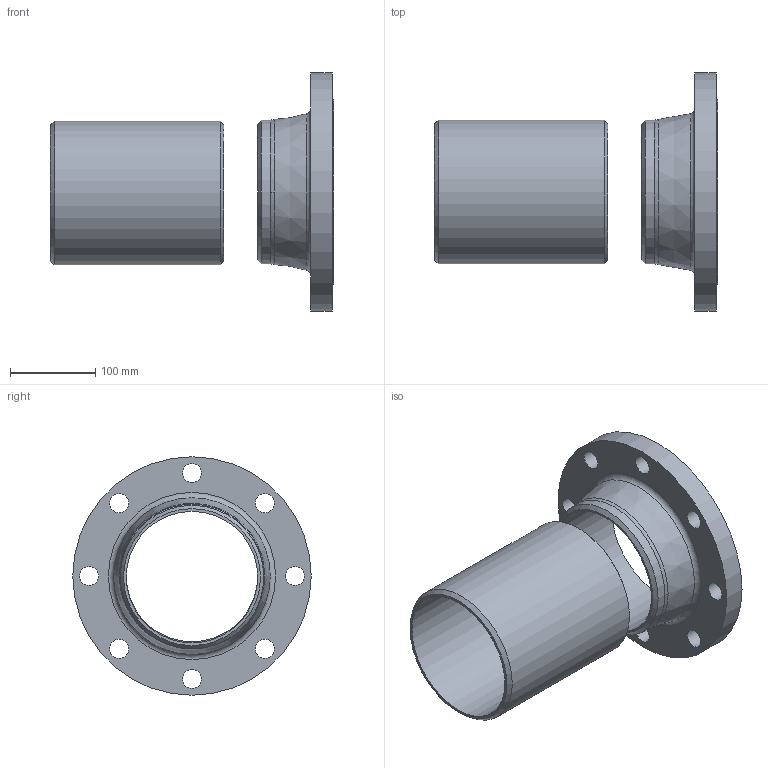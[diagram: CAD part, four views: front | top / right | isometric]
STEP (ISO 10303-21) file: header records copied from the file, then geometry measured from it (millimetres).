
FILE_DESCRIPTION(/* description */ (''),/* implementation_level */ '2;1');
FILE_NAME(/* name */ 'Pipe_Spool_6in.step',/* time_stamp */ '2025-06-04T22:26:25-05:00',/* author */ (''),/* organization */ (''),/* preprocessor_version */ 'ST-DEVELOPER v20.1',/* originating_system */ 'Autodesk Translation Framework v14.10.0.0',/* authorisation */ '');
FILE_SCHEMA (('AUTOMOTIVE_DESIGN { 1 0 10303 214 3 1 1 }'));
Length unit declared in the file: inch
Products named in the file (3): 2025-06-04-15-36-36-456; 2025-06-04-15-40-27-177; 2025-06-04-15-43-30-326
Assembly tree (2 placements, depth 2):
  2025-06-04-15-36-36-456
    2025-06-04-15-40-27-177
    2025-06-04-15-43-30-326
Bounding box: 331.72 x 279.4 x 279.4 mm (x, y, z)
Volume: 2081942.6 mm3; surface area: 397246.1 mm2
Topology: 2 solids, 2 shells, 27 faces, 60 edges, 39 vertices
Faces by surface type: cylinder 14, plane 6, cone 4, bspline 2, torus 1
Full cylindrical faces by diameter (mm): 22.352 x8, 154.051 x1, 154.178 x1, 168.275 x1, 168.402 x1, 215.9 x1, 279.4 x1
Entity records: 1396 total; most frequent: CARTESIAN_POINT 646, DIRECTION 154, ORIENTED_EDGE 120, AXIS2_PLACEMENT_3D 68, EDGE_CURVE 60, EDGE_LOOP 49, VERTEX_POINT 39, CIRCLE 38
